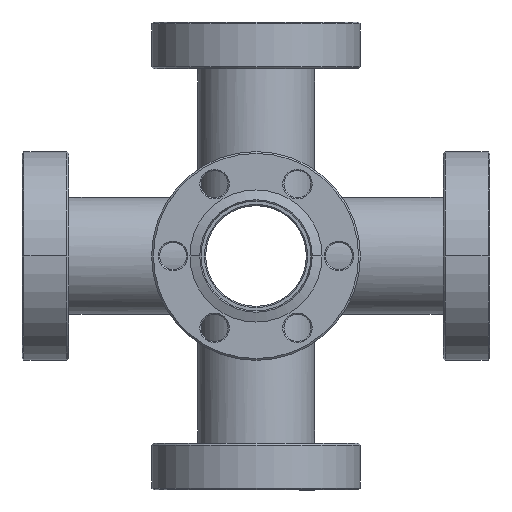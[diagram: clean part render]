
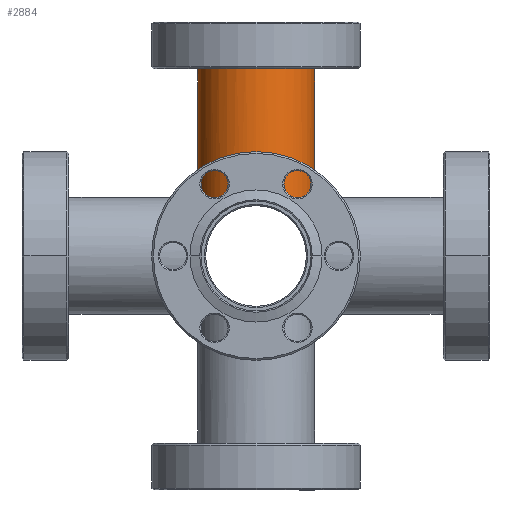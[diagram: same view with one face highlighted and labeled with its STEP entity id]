
A CAD part, front view. The second image highlights one B-rep face of the part: STEP entity #2884.
In plain terms, the highlighted cylindrical face has radius 9.525 mm (diameter 19.05 mm), a partial arc.
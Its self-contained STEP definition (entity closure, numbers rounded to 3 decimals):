
#30 = CARTESIAN_POINT ( 'NONE',  ( 4.925, -8.545, 8.545 ) ) ;
#63 = CARTESIAN_POINT ( 'NONE',  ( 0., -9.525, 9.525 ) ) ;
#77 = CARTESIAN_POINT ( 'NONE',  ( 6.735, -6.735, 6.735 ) ) ;
#129 = AXIS2_PLACEMENT_3D ( 'NONE', #2592, #585, #1469 ) ;
#147 = ORIENTED_EDGE ( 'NONE', *, *, #850, .T. ) ;
#215 = LINE ( 'NONE', #630, #2458 ) ;
#286 = LINE ( 'NONE', #381, #2597 ) ;
#302 = CARTESIAN_POINT ( 'NONE',  ( -6.735, -6.735, 6.735 ) ) ;
#381 = CARTESIAN_POINT ( 'NONE',  ( 9.525, 0., 33.4 ) ) ;
#387 = CARTESIAN_POINT ( 'NONE',  ( 9.525, 0., 9.525 ) ) ;
#408 = VERTEX_POINT ( 'NONE', #995 ) ;
#585 = DIRECTION ( 'NONE',  ( 0., 0., -1. ) ) ;
#591 = VERTEX_POINT ( 'NONE', #1767 ) ;
#604 = CARTESIAN_POINT ( 'NONE',  ( 6.735, -6.735, 6.735 ) ) ;
#612 = DIRECTION ( 'NONE',  ( 0., 0., 1. ) ) ;
#616 = ORIENTED_EDGE ( 'NONE', *, *, #2717, .F. ) ;
#630 = CARTESIAN_POINT ( 'NONE',  ( -9.525, 0., 33.4 ) ) ;
#634 = CARTESIAN_POINT ( 'NONE',  ( -8.545, -4.925, 8.545 ) ) ;
#651 = VERTEX_POINT ( 'NONE', #1120 ) ;
#670 = CARTESIAN_POINT ( 'NONE',  ( 0., -9.525, 9.525 ) ) ;
#850 = EDGE_CURVE ( 'NONE', #1657, #591, #1531, .T. ) ;
#995 = CARTESIAN_POINT ( 'NONE',  ( 9.525, 0., 9.525 ) ) ;
#1011 = VERTEX_POINT ( 'NONE', #2095 ) ;
#1120 = CARTESIAN_POINT ( 'NONE',  ( 9.525, 0., 33.4 ) ) ;
#1122 = VERTEX_POINT ( 'NONE', #302 ) ;
#1165 = CARTESIAN_POINT ( 'NONE',  ( 0., -9.525, 9.525 ) ) ;
#1235 = EDGE_LOOP ( 'NONE', ( #616, #1794, #2394, #1253, #1866, #147, #1945 ) ) ;
#1253 = ORIENTED_EDGE ( 'NONE', *, *, #2411, .T. ) ;
#1272 = CARTESIAN_POINT ( 'NONE',  ( -9.525, 0., 9.525 ) ) ;
#1320 = CARTESIAN_POINT ( 'NONE',  ( -4.925, -8.545, 8.545 ) ) ;
#1332 = CARTESIAN_POINT ( 'NONE',  ( -2.56, -9.525, 9.525 ) ) ;
#1469 = DIRECTION ( 'NONE',  ( -1., 0., 0. ) ) ;
#1507 = CARTESIAN_POINT ( 'NONE',  ( -9.525, -2.56, 9.525 ) ) ;
#1524 = DIRECTION ( 'NONE',  ( 1., 0., 0. ) ) ;
#1531 =( BOUNDED_CURVE ( )  B_SPLINE_CURVE ( 3, ( #1165, #2105, #30, #77 ),
 .UNSPECIFIED., .F., .T. ) 
 B_SPLINE_CURVE_WITH_KNOTS ( ( 4, 4 ),
 ( 0., 0.785 ),
 .UNSPECIFIED. ) 
 CURVE ( )  GEOMETRIC_REPRESENTATION_ITEM ( )  RATIONAL_B_SPLINE_CURVE ( ( 1., 0.949, 0.949, 1. ) ) 
 REPRESENTATION_ITEM ( '' )  );
#1644 = FACE_OUTER_BOUND ( 'NONE', #1235, .T. ) ;
#1657 = VERTEX_POINT ( 'NONE', #670 ) ;
#1714 =( BOUNDED_CURVE ( )  B_SPLINE_CURVE ( 3, ( #604, #2166, #1715, #387 ),
 .UNSPECIFIED., .F., .F. ) 
 B_SPLINE_CURVE_WITH_KNOTS ( ( 4, 4 ),
 ( 2.356, 3.142 ),
 .UNSPECIFIED. ) 
 CURVE ( )  GEOMETRIC_REPRESENTATION_ITEM ( )  RATIONAL_B_SPLINE_CURVE ( ( 1., 0.949, 0.949, 1. ) ) 
 REPRESENTATION_ITEM ( '' )  );
#1715 = CARTESIAN_POINT ( 'NONE',  ( 9.525, -2.56, 9.525 ) ) ;
#1767 = CARTESIAN_POINT ( 'NONE',  ( 6.735, -6.735, 6.735 ) ) ;
#1794 = ORIENTED_EDGE ( 'NONE', *, *, #1860, .F. ) ;
#1839 = CARTESIAN_POINT ( 'NONE',  ( 0., 0., 33.4 ) ) ;
#1849 =( BOUNDED_CURVE ( )  B_SPLINE_CURVE ( 3, ( #1272, #1507, #634, #2195 ),
 .UNSPECIFIED., .F., .F. ) 
 B_SPLINE_CURVE_WITH_KNOTS ( ( 4, 4 ),
 ( 0., 0.785 ),
 .UNSPECIFIED. ) 
 CURVE ( )  GEOMETRIC_REPRESENTATION_ITEM ( )  RATIONAL_B_SPLINE_CURVE ( ( 1., 0.949, 0.949, 1. ) ) 
 REPRESENTATION_ITEM ( '' )  );
#1855 = AXIS2_PLACEMENT_3D ( 'NONE', #1839, #612, #1524 ) ;
#1860 = EDGE_CURVE ( 'NONE', #2814, #651, #2739, .T. ) ;
#1866 = ORIENTED_EDGE ( 'NONE', *, *, #2486, .T. ) ;
#1945 = ORIENTED_EDGE ( 'NONE', *, *, #2718, .T. ) ;
#2095 = CARTESIAN_POINT ( 'NONE',  ( -9.525, 0., 9.525 ) ) ;
#2105 = CARTESIAN_POINT ( 'NONE',  ( 2.56, -9.525, 9.525 ) ) ;
#2166 = CARTESIAN_POINT ( 'NONE',  ( 8.545, -4.925, 8.545 ) ) ;
#2172 = DIRECTION ( 'NONE',  ( 0., 0., -1. ) ) ;
#2195 = CARTESIAN_POINT ( 'NONE',  ( -6.735, -6.735, 6.735 ) ) ;
#2247 = CYLINDRICAL_SURFACE ( 'NONE', #129, 9.525 ) ;
#2394 = ORIENTED_EDGE ( 'NONE', *, *, #2767, .T. ) ;
#2411 = EDGE_CURVE ( 'NONE', #1011, #1122, #1849, .T. ) ;
#2458 = VECTOR ( 'NONE', #2631, 1000. ) ;
#2486 = EDGE_CURVE ( 'NONE', #1122, #1657, #2711, .T. ) ;
#2592 = CARTESIAN_POINT ( 'NONE',  ( 0., 0., 33.4 ) ) ;
#2597 = VECTOR ( 'NONE', #2172, 1000. ) ;
#2631 = DIRECTION ( 'NONE',  ( 0., 0., -1. ) ) ;
#2711 =( BOUNDED_CURVE ( )  B_SPLINE_CURVE ( 3, ( #2897, #1320, #1332, #63 ),
 .UNSPECIFIED., .F., .T. ) 
 B_SPLINE_CURVE_WITH_KNOTS ( ( 4, 4 ),
 ( 5.498, 6.283 ),
 .UNSPECIFIED. ) 
 CURVE ( )  GEOMETRIC_REPRESENTATION_ITEM ( )  RATIONAL_B_SPLINE_CURVE ( ( 1., 0.949, 0.949, 1. ) ) 
 REPRESENTATION_ITEM ( '' )  );
#2717 = EDGE_CURVE ( 'NONE', #651, #408, #286, .T. ) ;
#2718 = EDGE_CURVE ( 'NONE', #591, #408, #1714, .T. ) ;
#2739 = CIRCLE ( 'NONE', #1855, 9.525 ) ;
#2767 = EDGE_CURVE ( 'NONE', #2814, #1011, #215, .T. ) ;
#2814 = VERTEX_POINT ( 'NONE', #2852 ) ;
#2852 = CARTESIAN_POINT ( 'NONE',  ( -9.525, 0., 33.4 ) ) ;
#2884 = ADVANCED_FACE ( 'NONE', ( #1644 ), #2247, .T. ) ;
#2897 = CARTESIAN_POINT ( 'NONE',  ( -6.735, -6.735, 6.735 ) ) ;
